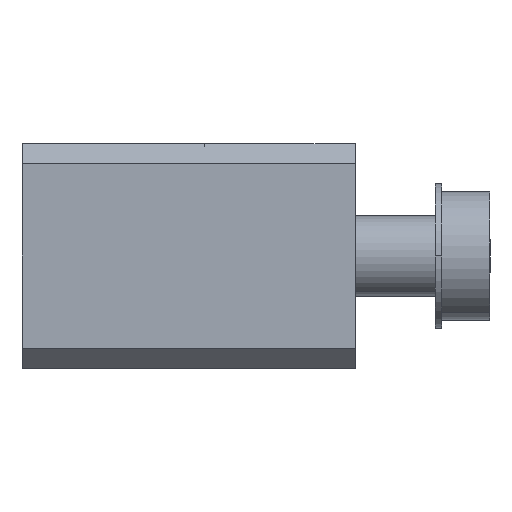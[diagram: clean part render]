
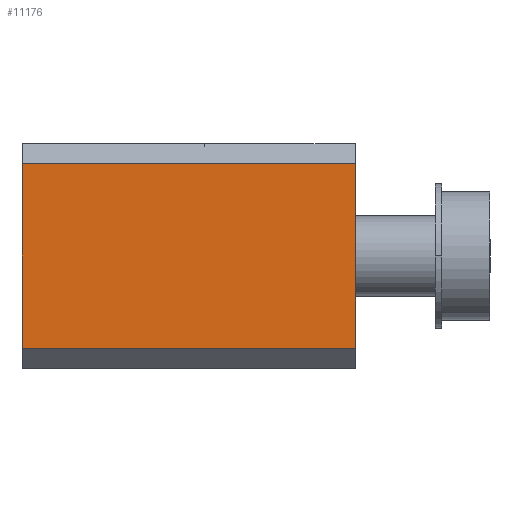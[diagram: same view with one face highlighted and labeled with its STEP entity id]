
A CAD part, left-side view. The second image highlights one B-rep face of the part: STEP entity #11176.
In plain terms, the highlighted planar face has unit normal (-1, 0, 0).
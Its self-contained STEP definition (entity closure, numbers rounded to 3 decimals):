
#8902=DIRECTION('',(0.,0.,-1.));
#8903=VECTOR('',#8902,23.);
#8904=CARTESIAN_POINT('',(-96.5,24.,264.));
#8905=LINE('',#8904,#8903);
#8906=DIRECTION('',(0.,1.,0.));
#8907=VECTOR('',#8906,41.5);
#8908=CARTESIAN_POINT('',(-96.5,24.,264.));
#8909=LINE('',#8908,#8907);
#8914=DIRECTION('',(0.,0.,-1.));
#8915=VECTOR('',#8914,23.);
#8916=CARTESIAN_POINT('',(-96.5,65.5,264.));
#8917=LINE('',#8916,#8915);
#8940=DIRECTION('',(0.,-1.,0.));
#8941=VECTOR('',#8940,41.5);
#8942=CARTESIAN_POINT('',(-96.5,65.5,241.));
#8943=LINE('',#8942,#8941);
#10463=CARTESIAN_POINT('',(-96.5,24.,
264.));
#10465=VERTEX_POINT('',#10463);
#10477=CARTESIAN_POINT('',(-96.5,24.,
241.));
#10478=VERTEX_POINT('',#10477);
#10479=CARTESIAN_POINT('',(-96.5,65.5,
241.));
#10480=VERTEX_POINT('',#10479);
#10481=CARTESIAN_POINT('',(-96.5,65.5,
264.));
#10482=VERTEX_POINT('',#10481);
#11162=CARTESIAN_POINT('',(-96.5,44.75,
252.5));
#11163=DIRECTION('',(1.,0.,0.));
#11164=DIRECTION('',(0.,1.,0.));
#11165=AXIS2_PLACEMENT_3D('',#11162,#11163,#11164);
#11166=PLANE('',#11165);
#11168=ORIENTED_EDGE('',*,*,#11167,.F.);
#11169=ORIENTED_EDGE('',*,*,#11125,.T.);
#11171=ORIENTED_EDGE('',*,*,#11170,.F.);
#11173=ORIENTED_EDGE('',*,*,#11172,.F.);
#11174=EDGE_LOOP('',(#11168,#11169,#11171,#11173));
#11175=FACE_OUTER_BOUND('',#11174,.F.);
#11125=EDGE_CURVE('',#10465,#10478,#8905,.T.);
#11167=EDGE_CURVE('',#10465,#10482,#8909,.T.);
#11170=EDGE_CURVE('',#10480,#10478,#8943,.T.);
#11172=EDGE_CURVE('',#10482,#10480,#8917,.T.);
#11176=ADVANCED_FACE('',(#11175),#11166,.F.);
